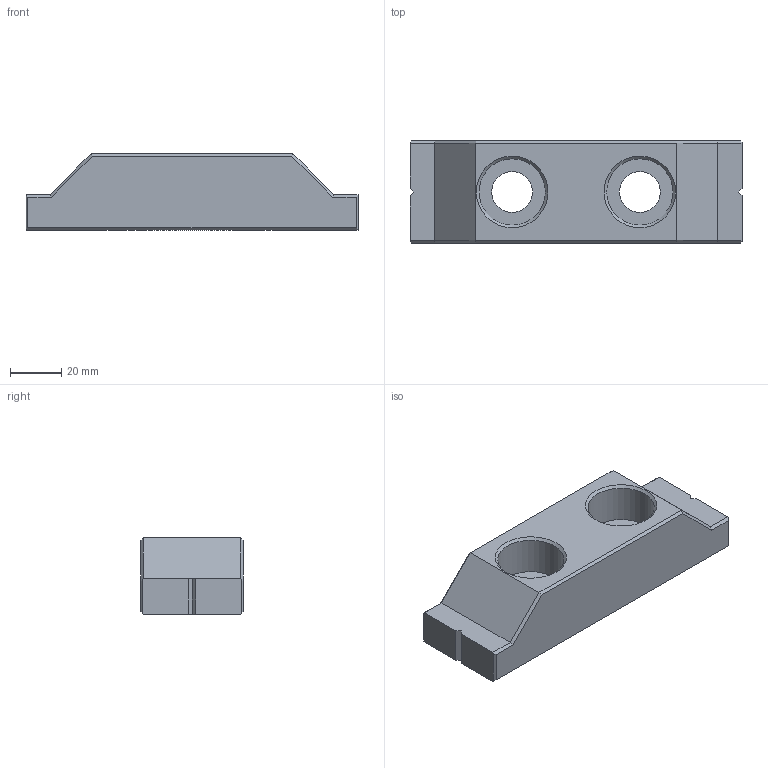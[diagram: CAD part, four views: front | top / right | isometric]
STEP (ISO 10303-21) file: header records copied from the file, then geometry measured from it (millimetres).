
FILE_DESCRIPTION( ( 'Unknown' ), '1' );
FILE_NAME( 'CP30-16130-S.stp', 'Unknown', ( 'Unknown' ), ( 'Unknown' ), 'XStep 1.0', 'Unknown', ' ' );
FILE_SCHEMA( ( 'CONFIG_CONTROL_DESIGN' ) );
Length unit declared in the file: millimetre
Products named in the file (1): 1
Bounding box: 130 x 40 x 30 mm (x, y, z)
Volume: 110495.9 mm3; surface area: 21477.8 mm2
Topology: 1 solids, 1 shells, 42 faces, 106 edges, 68 vertices
Faces by surface type: plane 34, cone 4, cylinder 4
Full cylindrical faces by diameter (mm): 16 x2, 26 x2
Entity records: 1214 total; most frequent: CARTESIAN_POINT 201, DIRECTION 192, ORIENTED_EDGE 188, EDGE_CURVE 94, LINE 82, VECTOR 82, VERTEX_POINT 64, EDGE_LOOP 56
